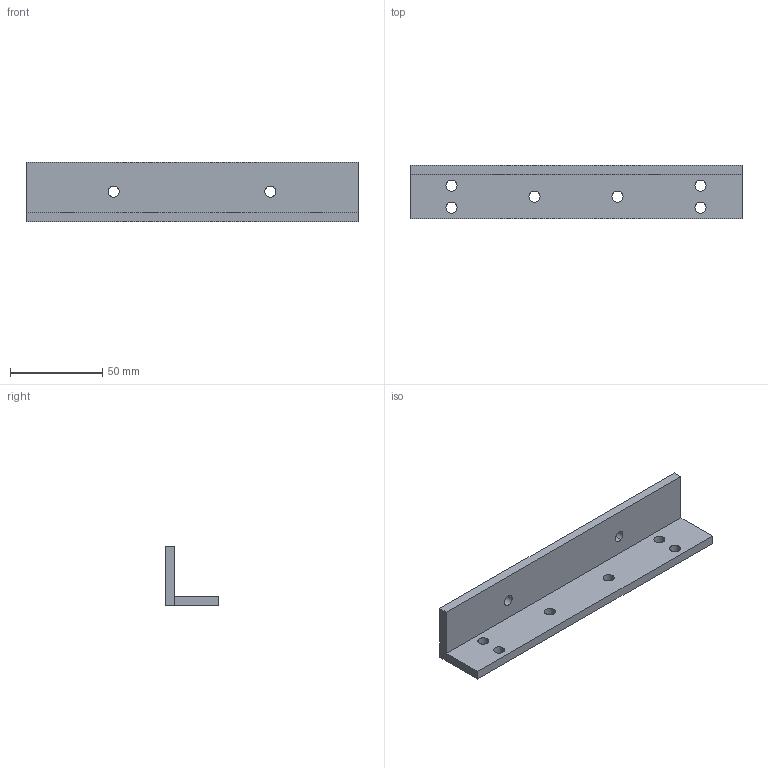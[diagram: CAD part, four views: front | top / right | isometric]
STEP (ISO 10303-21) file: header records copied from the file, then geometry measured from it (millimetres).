
FILE_DESCRIPTION(/* description */ ('VariCAD 2022-1.06 AP-214'),/* implementation_level */ '2;1');
FILE_NAME(/* name */ 'l_shape.stp',/* time_stamp */ '2022-06-16T22:31:35-05:00',/* author */ (''),/* organization */ (''),/* preprocessor_version */ 'VariCAD 2022-1.06',/* originating_system */ 'VariCAD 2022-1.06; kernel version (20180118)',/* authorisation */ '');
FILE_SCHEMA(('AUTOMOTIVE_DESIGN'));
Length unit declared in the file: millimetre
Products named in the file (2): l_shape
Assembly tree (1 placements, depth 2):
  l_shape
    (unnamed)
Bounding box: 180 x 29 x 32.39 mm (x, y, z)
Volume: 49618.1 mm3; surface area: 22965.1 mm2
Topology: 1 solids, 1 shells, 27 faces, 71 edges, 46 vertices
Faces by surface type: cylinder 16, plane 11
Entity records: 931 total; most frequent: DIRECTION 165, CARTESIAN_POINT 148, ORIENTED_EDGE 142, EDGE_CURVE 71, AXIS2_PLACEMENT_3D 63, VERTEX_POINT 46, EDGE_LOOP 43, LINE 39
